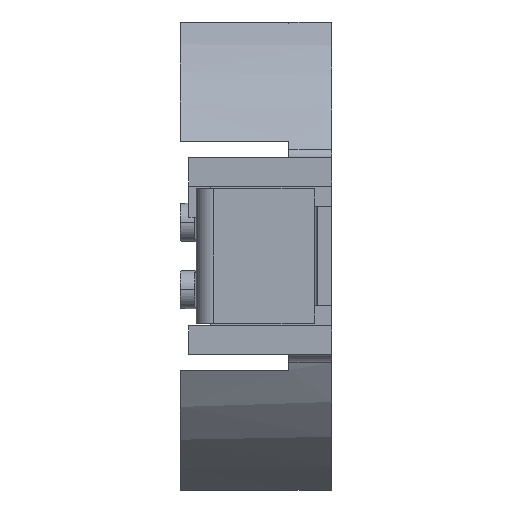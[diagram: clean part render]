
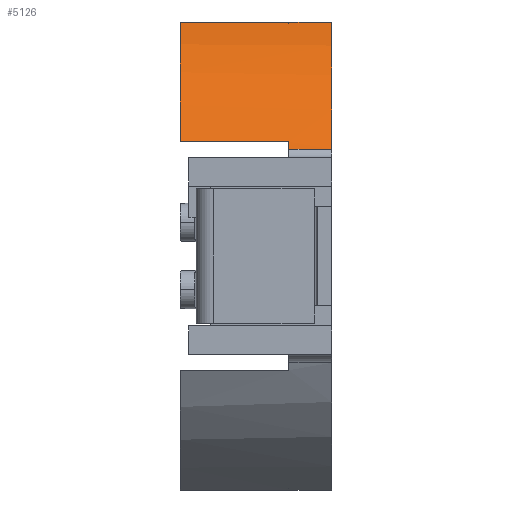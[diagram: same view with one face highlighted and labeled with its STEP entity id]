
A CAD part, left-side view. The second image highlights one B-rep face of the part: STEP entity #5126.
In plain terms, the highlighted cylindrical face has radius 9.2 mm (diameter 18.4 mm), a partial arc.
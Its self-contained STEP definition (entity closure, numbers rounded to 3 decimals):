
#32 = AXIS2_PLACEMENT_3D ( 'NONE', #6175, #2678, #6722 ) ;
#157 = LINE ( 'NONE', #2420, #2925 ) ;
#370 = CARTESIAN_POINT ( 'NONE',  ( 0., 0., 0. ) ) ;
#416 = ORIENTED_EDGE ( 'NONE', *, *, #4299, .T. ) ;
#475 = VERTEX_POINT ( 'NONE', #2295 ) ;
#500 = CYLINDRICAL_SURFACE ( 'NONE', #6238, 9.2 ) ;
#584 = VECTOR ( 'NONE', #3496, 1000. ) ;
#684 = ORIENTED_EDGE ( 'NONE', *, *, #5268, .F. ) ;
#841 = DIRECTION ( 'NONE',  ( 0., 1., 0. ) ) ;
#955 = DIRECTION ( 'NONE',  ( 0., 0., -1. ) ) ;
#982 = DIRECTION ( 'NONE',  ( 0., -1., 0. ) ) ;
#991 = CARTESIAN_POINT ( 'NONE',  ( -4.171, 5.3, 8.2 ) ) ;
#1007 = CARTESIAN_POINT ( 'NONE',  ( -8.403, 5.3, 3.746 ) ) ;
#1158 = DIRECTION ( 'NONE',  ( 0., -1., 0. ) ) ;
#1329 = VECTOR ( 'NONE', #841, 1000. ) ;
#1604 = VERTEX_POINT ( 'NONE', #7020 ) ;
#1959 = CIRCLE ( 'NONE', #2009, 9.2 ) ;
#2009 = AXIS2_PLACEMENT_3D ( 'NONE', #7034, #1158, #4118 ) ;
#2014 = VERTEX_POINT ( 'NONE', #6560 ) ;
#2240 = LINE ( 'NONE', #2910, #584 ) ;
#2295 = CARTESIAN_POINT ( 'NONE',  ( -4.171, 1.5, 8.2 ) ) ;
#2315 = VERTEX_POINT ( 'NONE', #991 ) ;
#2410 = VECTOR ( 'NONE', #6266, 1000. ) ;
#2420 = CARTESIAN_POINT ( 'NONE',  ( -4.171, 5.3, 8.2 ) ) ;
#2515 = CIRCLE ( 'NONE', #3080, 9.2 ) ;
#2529 = CARTESIAN_POINT ( 'NONE',  ( -8.285, 1.5, 4. ) ) ;
#2678 = DIRECTION ( 'NONE',  ( 0., -1., 0. ) ) ;
#2804 = ORIENTED_EDGE ( 'NONE', *, *, #3166, .F. ) ;
#2910 = CARTESIAN_POINT ( 'NONE',  ( -4.171, 5.3, 8.2 ) ) ;
#2925 = VECTOR ( 'NONE', #7078, 1000. ) ;
#2942 = ORIENTED_EDGE ( 'NONE', *, *, #3225, .F. ) ;
#3080 = AXIS2_PLACEMENT_3D ( 'NONE', #370, #4489, #955 ) ;
#3166 = EDGE_CURVE ( 'NONE', #6351, #5869, #6679, .T. ) ;
#3225 = EDGE_CURVE ( 'NONE', #5261, #1604, #2515, .T. ) ;
#3496 = DIRECTION ( 'NONE',  ( 0., -1., 0. ) ) ;
#3967 = LINE ( 'NONE', #1007, #2410 ) ;
#4118 = DIRECTION ( 'NONE',  ( 0., 0., -1. ) ) ;
#4159 = FACE_OUTER_BOUND ( 'NONE', #5286, .T. ) ;
#4203 = EDGE_CURVE ( 'NONE', #2315, #5869, #4695, .T. ) ;
#4299 = EDGE_CURVE ( 'NONE', #6351, #2014, #1959, .T. ) ;
#4468 = DIRECTION ( 'NONE',  ( 0., 0., 1. ) ) ;
#4489 = DIRECTION ( 'NONE',  ( 0., -1., 0. ) ) ;
#4695 = CIRCLE ( 'NONE', #32, 9.2 ) ;
#5126 = ADVANCED_FACE ( 'NONE', ( #4159 ), #500, .T. ) ;
#5261 = VERTEX_POINT ( 'NONE', #5725 ) ;
#5268 = EDGE_CURVE ( 'NONE', #1604, #2014, #3967, .T. ) ;
#5286 = EDGE_LOOP ( 'NONE', ( #416, #684, #2942, #5704, #5495, #5813, #2804 ) ) ;
#5357 = EDGE_CURVE ( 'NONE', #475, #5261, #2240, .T. ) ;
#5495 = ORIENTED_EDGE ( 'NONE', *, *, #7247, .F. ) ;
#5704 = ORIENTED_EDGE ( 'NONE', *, *, #5357, .F. ) ;
#5725 = CARTESIAN_POINT ( 'NONE',  ( -4.171, 0., 8.2 ) ) ;
#5813 = ORIENTED_EDGE ( 'NONE', *, *, #4203, .T. ) ;
#5869 = VERTEX_POINT ( 'NONE', #6705 ) ;
#6175 = CARTESIAN_POINT ( 'NONE',  ( 0., 5.3, 0. ) ) ;
#6220 = CARTESIAN_POINT ( 'NONE',  ( 0., 5.3, 0. ) ) ;
#6238 = AXIS2_PLACEMENT_3D ( 'NONE', #6220, #982, #4468 ) ;
#6266 = DIRECTION ( 'NONE',  ( 0., 1., 0. ) ) ;
#6351 = VERTEX_POINT ( 'NONE', #2529 ) ;
#6560 = CARTESIAN_POINT ( 'NONE',  ( -8.403, 1.5, 3.746 ) ) ;
#6679 = LINE ( 'NONE', #7250, #1329 ) ;
#6705 = CARTESIAN_POINT ( 'NONE',  ( -8.285, 5.3, 4. ) ) ;
#6722 = DIRECTION ( 'NONE',  ( 0., 0., -1. ) ) ;
#7020 = CARTESIAN_POINT ( 'NONE',  ( -8.403, 0., 3.746 ) ) ;
#7034 = CARTESIAN_POINT ( 'NONE',  ( 0., 1.5, 0. ) ) ;
#7078 = DIRECTION ( 'NONE',  ( 0., -1., 0. ) ) ;
#7247 = EDGE_CURVE ( 'NONE', #2315, #475, #157, .T. ) ;
#7250 = CARTESIAN_POINT ( 'NONE',  ( -8.285, 1.5, 4. ) ) ;
